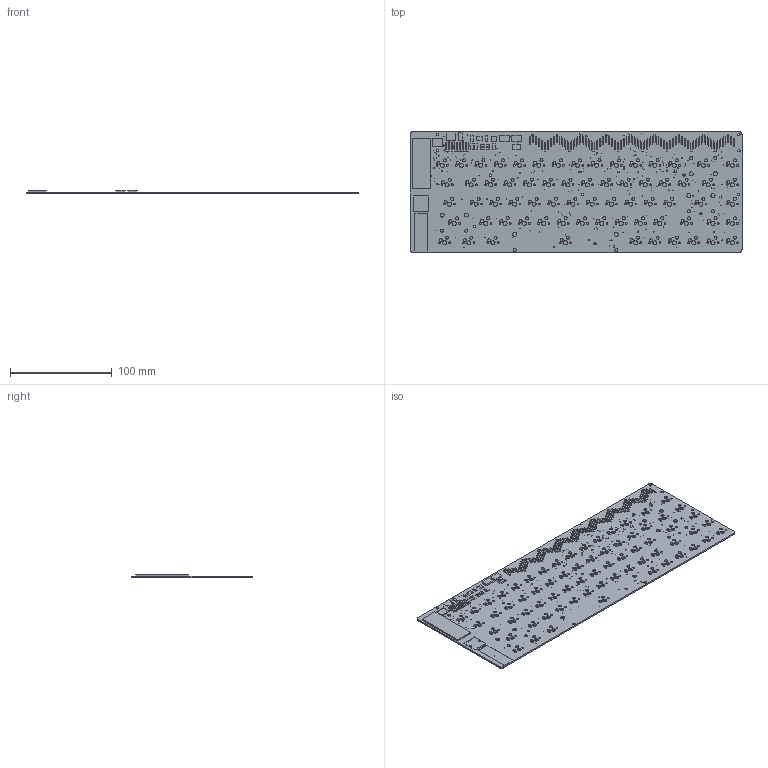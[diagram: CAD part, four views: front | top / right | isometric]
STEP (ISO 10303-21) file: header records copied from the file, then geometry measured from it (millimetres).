
FILE_DESCRIPTION(/* description */ (''),/* implementation_level */ '2;1');
FILE_NAME(/* name */ '65_keyboard MK2 v2.step',/* time_stamp */ '2021-10-31T12:26:48-07:00',/* author */ (''),/* organization */ (''),/* preprocessor_version */ 'ST-DEVELOPER v18.1',/* originating_system */ 'Autodesk Translation Framework v10.10.0.1391',/* authorisation */ '');
FILE_SCHEMA (('AUTOMOTIVE_DESIGN { 1 0 10303 214 3 1 1 }'));
Length unit declared in the file: millimetre
Products named in the file (21): 65_keyboard MK2; PCB Component; Board; HC49U-V; DO-1N4148; DIL40; AVRISP; LED5MM; AXIAL-0.3; B3F-10XX; PEC12_INCREMENTAL_ENCODER; MXHSPCB-1U; MXHSPCB-2U; MXHSPCB-2U-FLIPPED; MXHSPCB-6.25U-FLIPPED; CAP-TH; DISPLAY-OLED-128X32; DIL08; LED_1655; GCT_USB4110-GF-A_REVB; PTH
Assembly tree (172 placements, depth 3):
  65_keyboard MK2
    PCB Component
      Board
      HC49U-V
      DO-1N4148  x70
      DIL40
      AVRISP
      LED5MM
      AXIAL-0.3  x8
      B3F-10XX  x2
      PEC12_INCREMENTAL_ENCODER
      MXHSPCB-1U  x64
      MXHSPCB-2U
      MXHSPCB-2U-FLIPPED  x2
      MXHSPCB-6.25U-FLIPPED
      CAP-TH  x5
      DISPLAY-OLED-128X32
      DIL08
      LED_1655  x8
      GCT_USB4110-GF-A_REVB
      PTH
Bounding box: 327 x 119.12 x 3.63 mm (x, y, z)
Volume: 60000.9 mm3; surface area: 108656.6 mm2
Topology: 171 solids, 171 shells, 1959 faces, 4851 edges, 3234 vertices
Faces by surface type: plane 1026, cylinder 933
Full cylindrical faces by diameter (mm): 0.35 x314, 0.65 x2, 0.8 x10, 0.813 x44, 0.9 x162, 1 x9, 1.016 x18, 1.7 x136, 1.9 x2, 2.2 x12, 3 x136, 3.05 x8, 4 x76
Entity records: 42094 total; most frequent: DIRECTION 7373, CARTESIAN_POINT 6285, ORIENTED_EDGE 6054, AXIS2_PLACEMENT_3D 3106, EDGE_CURVE 3027, EDGE_LOOP 2905, VERTEX_POINT 2018, CIRCLE 1866
